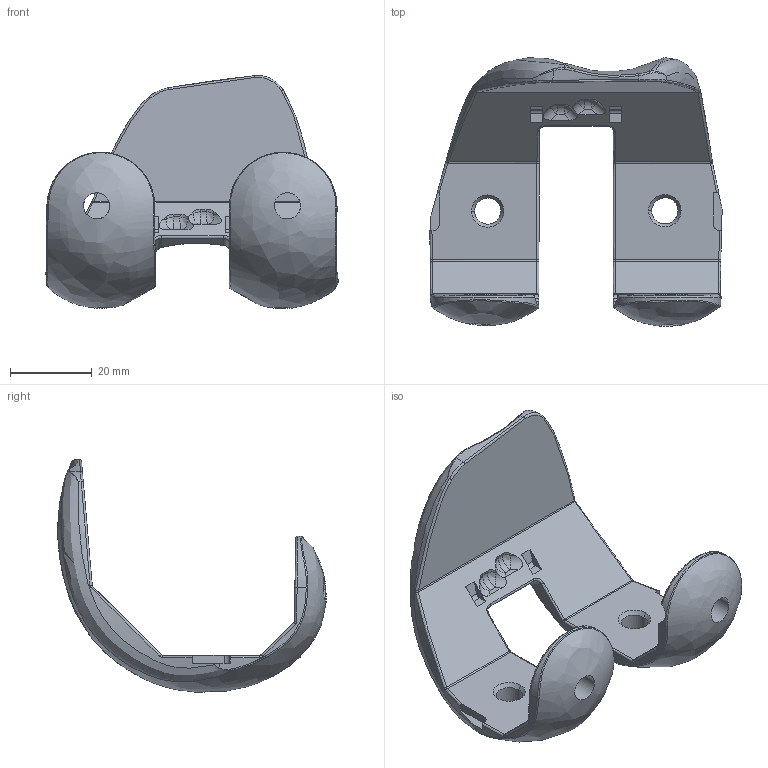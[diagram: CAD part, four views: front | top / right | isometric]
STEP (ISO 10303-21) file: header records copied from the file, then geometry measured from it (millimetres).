
FILE_DESCRIPTION((''),'2;1');
FILE_NAME('SZ-4-RT','2011-05-31T',('Administrator'),(''),'PRO/ENGINEER BY PARAMETRIC TECHNOLOGY CORPORATION, 2001280','PRO/ENGINEER BY PARAMETRIC TECHNOLOGY CORPORATION, 2001280','');
FILE_SCHEMA(('CONFIG_CONTROL_DESIGN'));
Length unit declared in the file: millimetre
Products named in the file (1): SZ-4-RT
Bounding box: 71.34 x 65.54 x 56.88 mm (x, y, z)
Volume: 31587.3 mm3; surface area: 13755.9 mm2
Topology: 1 solids, 1 shells, 176 faces, 429 edges, 258 vertices
Faces by surface type: bspline 98, plane 37, cylinder 34, cone 4, extrusion 3
Entity records: 13257 total; most frequent: CARTESIAN_POINT 9874, ORIENTED_EDGE 858, DIRECTION 441, EDGE_CURVE 429, VERTEX_POINT 258, B_SPLINE_CURVE_WITH_KNOTS 233, EDGE_LOOP 187, FACE_OUTER_BOUND 176
